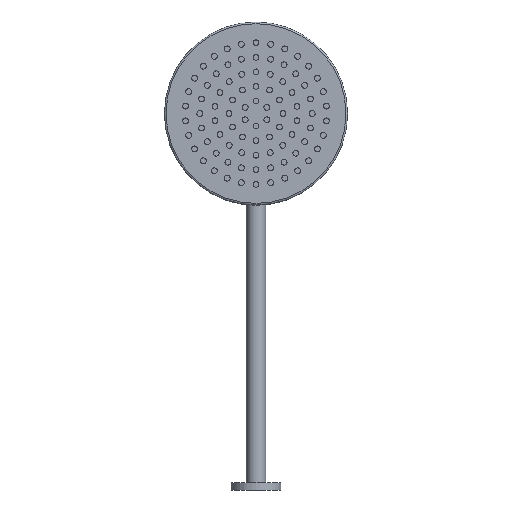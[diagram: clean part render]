
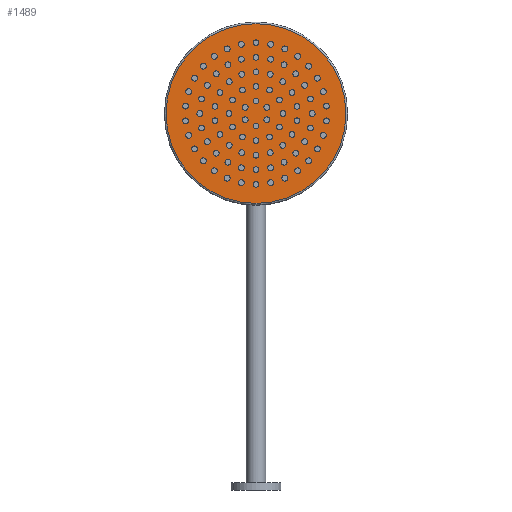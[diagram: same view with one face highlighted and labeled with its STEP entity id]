
A CAD part, front view. The second image highlights one B-rep face of the part: STEP entity #1489.
In plain terms, the highlighted face is planar.
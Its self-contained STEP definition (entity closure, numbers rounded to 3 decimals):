
#401 = EDGE_LOOP ( 'NONE', ( #2201 ) ) ;
#932 = DIRECTION ( 'NONE',  ( 0., 0., 1. ) ) ;
#1448 = VERTEX_POINT ( 'NONE', #3685 ) ;
#1489 = ADVANCED_FACE ( 'NONE', ( #2722 ), #2961, .F. ) ;
#1553 = AXIS2_PLACEMENT_3D ( 'NONE', #3327, #2465, #932 ) ;
#1871 = CARTESIAN_POINT ( 'NONE',  ( 0., -15.5, 0. ) ) ;
#2201 = ORIENTED_EDGE ( 'NONE', *, *, #3285, .T. ) ;
#2251 = DIRECTION ( 'NONE',  ( 0., 0., 1. ) ) ;
#2465 = DIRECTION ( 'NONE',  ( 0., 1., 0. ) ) ;
#2722 = FACE_OUTER_BOUND ( 'NONE', #401, .T. ) ;
#2961 = PLANE ( 'NONE',  #1553 ) ;
#3285 = EDGE_CURVE ( 'NONE', #1448, #1448, #4453, .T. ) ;
#3327 = CARTESIAN_POINT ( 'NONE',  ( 0., -15.5, 0. ) ) ;
#3685 = CARTESIAN_POINT ( 'NONE',  ( 0., -15.5, 108. ) ) ;
#3907 = AXIS2_PLACEMENT_3D ( 'NONE', #1871, #4594, #2251 ) ;
#4453 = CIRCLE ( 'NONE', #3907, 108. ) ;
#4594 = DIRECTION ( 'NONE',  ( 0., -1., 0. ) ) ;
